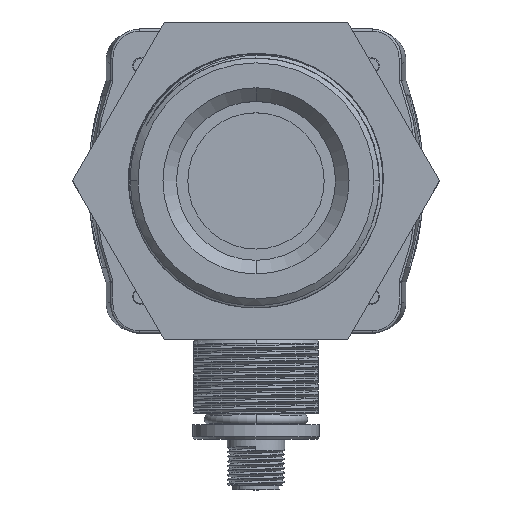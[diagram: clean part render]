
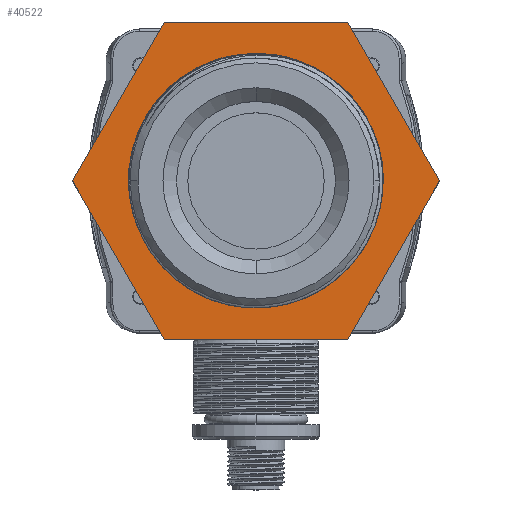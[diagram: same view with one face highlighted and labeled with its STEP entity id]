
A CAD part, top view. The second image highlights one B-rep face of the part: STEP entity #40522.
In plain terms, the highlighted planar face has unit normal (0, 0, 1).
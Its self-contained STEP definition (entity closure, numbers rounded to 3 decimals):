
#38935=DIRECTION('',(-0.5,-0.866,0.));
#38936=VECTOR('',#38935,40.415);
#38937=CARTESIAN_POINT('',(-20.207,35.,9.));
#38938=LINE('',#38937,#38936);
#38939=DIRECTION('',(-1.,0.,0.));
#38940=VECTOR('',#38939,40.415);
#38941=CARTESIAN_POINT('',(20.207,35.,9.));
#38942=LINE('',#38941,#38940);
#38943=DIRECTION('',(-0.5,0.866,0.));
#38944=VECTOR('',#38943,40.415);
#38945=CARTESIAN_POINT('',(40.415,0.,9.));
#38946=LINE('',#38945,#38944);
#38947=DIRECTION('',(0.5,0.866,0.));
#38948=VECTOR('',#38947,40.415);
#38949=CARTESIAN_POINT('',(20.207,-35.,9.));
#38950=LINE('',#38949,#38948);
#38951=DIRECTION('',(1.,0.,0.));
#38952=VECTOR('',#38951,40.415);
#38953=CARTESIAN_POINT('',(-20.207,-35.,9.));
#38954=LINE('',#38953,#38952);
#38955=DIRECTION('',(0.5,-0.866,0.));
#38956=VECTOR('',#38955,40.415);
#38957=CARTESIAN_POINT('',(-40.415,0.,9.));
#38958=LINE('',#38957,#38956);
#38959=CARTESIAN_POINT('',(10.065,26.244,9.));
#38960=CARTESIAN_POINT('',(11.098,25.83,9.));
#38961=CARTESIAN_POINT('',(13.104,24.886,9.));
#38962=CARTESIAN_POINT('',(15.957,23.101,9.));
#38963=CARTESIAN_POINT('',(18.563,20.997,9.));
#38964=CARTESIAN_POINT('',(20.896,18.602,9.));
#38965=CARTESIAN_POINT('',(22.934,15.939,9.));
#38966=CARTESIAN_POINT('',(24.649,13.025,9.));
#38967=CARTESIAN_POINT('',(25.997,9.925,9.));
#38968=CARTESIAN_POINT('',(26.949,6.733,9.));
#38969=CARTESIAN_POINT('',(27.513,3.45,9.));
#38970=CARTESIAN_POINT('',(27.678,0.104,9.));
#38971=CARTESIAN_POINT('',(27.438,-3.233,9.));
#38972=CARTESIAN_POINT('',(26.804,-6.484,9.));
#38973=CARTESIAN_POINT('',(25.793,-9.617,9.));
#38974=CARTESIAN_POINT('',(24.411,-12.616,9.));
#38975=CARTESIAN_POINT('',(22.684,-15.42,9.));
#38976=CARTESIAN_POINT('',(20.626,-18.005,9.));
#38977=CARTESIAN_POINT('',(19.07,-19.538,9.));
#38978=CARTESIAN_POINT('',(18.243,-20.26,9.));
#38980=CARTESIAN_POINT('',(-28.069,-1.463,9.));
#38981=CARTESIAN_POINT('',(-28.133,-0.243,9.));
#38982=CARTESIAN_POINT('',(-28.106,2.24,9.));
#38983=CARTESIAN_POINT('',(-27.524,6.159,9.));
#38984=CARTESIAN_POINT('',(-26.34,10.094,9.));
#38985=CARTESIAN_POINT('',(-24.596,13.803,9.));
#38986=CARTESIAN_POINT('',(-22.38,17.163,9.));
#38987=CARTESIAN_POINT('',(-19.7,20.182,9.));
#38988=CARTESIAN_POINT('',(-16.643,22.766,9.));
#38989=CARTESIAN_POINT('',(-13.287,24.876,9.));
#38990=CARTESIAN_POINT('',(-9.6,26.521,9.));
#38991=CARTESIAN_POINT('',(-5.705,27.62,9.));
#38992=CARTESIAN_POINT('',(-1.749,28.147,9.));
#38993=CARTESIAN_POINT('',(2.268,28.113,9.));
#38994=CARTESIAN_POINT('',(6.273,27.496,9.));
#38995=CARTESIAN_POINT('',(8.815,26.723,9.));
#38996=CARTESIAN_POINT('',(10.065,26.244,9.));
#38998=CARTESIAN_POINT('',(13.631,-23.61,9.));
#38999=CARTESIAN_POINT('',(12.497,-24.289,9.));
#39000=CARTESIAN_POINT('',(10.159,-25.464,9.));
#39001=CARTESIAN_POINT('',(6.438,-26.711,9.));
#39002=CARTESIAN_POINT('',(2.553,-27.418,9.));
#39003=CARTESIAN_POINT('',(-1.435,-27.56,9.));
#39004=CARTESIAN_POINT('',(-5.415,-27.123,9.));
#39005=CARTESIAN_POINT('',(-9.345,-26.1,9.));
#39006=CARTESIAN_POINT('',(-13.093,-24.5,9.));
#39007=CARTESIAN_POINT('',(-16.426,-22.461,9.));
#39008=CARTESIAN_POINT('',(-19.279,-20.13,9.));
#39009=CARTESIAN_POINT('',(-21.723,-17.543,9.));
#39010=CARTESIAN_POINT('',(-23.78,-14.728,9.));
#39011=CARTESIAN_POINT('',(-25.466,-11.696,9.));
#39012=CARTESIAN_POINT('',(-26.785,-8.425,9.));
#39013=CARTESIAN_POINT('',(-27.687,-4.971,9.));
#39014=CARTESIAN_POINT('',(-27.991,-2.642,9.));
#39015=CARTESIAN_POINT('',(-28.069,-1.463,9.));
#39017=CARTESIAN_POINT('',(0.,0.,9.));
#39018=DIRECTION('',(0.,0.,1.));
#39019=DIRECTION('',(0.5,-0.866,0.));
#39020=AXIS2_PLACEMENT_3D('',#39017,#39018,#39019);
#40297=CARTESIAN_POINT('',(-20.207,35.,9.));
#40298=CARTESIAN_POINT('',(-40.415,0.,9.));
#40299=VERTEX_POINT('',#40297);
#40300=VERTEX_POINT('',#40298);
#40301=CARTESIAN_POINT('',(-20.207,-35.,9.));
#40302=VERTEX_POINT('',#40301);
#40303=CARTESIAN_POINT('',(20.207,-35.,9.));
#40304=VERTEX_POINT('',#40303);
#40305=CARTESIAN_POINT('',(40.415,0.,9.));
#40306=VERTEX_POINT('',#40305);
#40307=CARTESIAN_POINT('',(20.207,35.,9.));
#40308=VERTEX_POINT('',#40307);
#40337=VERTEX_POINT('',#38959);
#40338=VERTEX_POINT('',#38978);
#40339=VERTEX_POINT('',#38980);
#40340=VERTEX_POINT('',#38998);
#40499=CARTESIAN_POINT('',(0.,0.,9.));
#40500=DIRECTION('',(0.,0.,1.));
#40501=DIRECTION('',(1.,0.,0.));
#40502=AXIS2_PLACEMENT_3D('',#40499,#40500,#40501);
#40503=PLANE('',#40502);
#40504=ORIENTED_EDGE('',*,*,#40423,.F.);
#40505=ORIENTED_EDGE('',*,*,#40438,.F.);
#40506=ORIENTED_EDGE('',*,*,#40452,.F.);
#40507=ORIENTED_EDGE('',*,*,#40466,.F.);
#40508=ORIENTED_EDGE('',*,*,#40480,.F.);
#40509=ORIENTED_EDGE('',*,*,#40493,.F.);
#40510=EDGE_LOOP('',(#40504,#40505,#40506,#40507,#40508,#40509));
#40511=FACE_OUTER_BOUND('',#40510,.F.);
#40513=ORIENTED_EDGE('',*,*,#40512,.F.);
#40515=ORIENTED_EDGE('',*,*,#40514,.F.);
#40517=ORIENTED_EDGE('',*,*,#40516,.F.);
#40519=ORIENTED_EDGE('',*,*,#40518,.T.);
#40520=EDGE_LOOP('',(#40513,#40515,#40517,#40519));
#40521=FACE_BOUND('',#40520,.F.);
#40522=ADVANCED_FACE('',(#40511,#40521),#40503,.T.);
#38979=B_SPLINE_CURVE_WITH_KNOTS('',3,(#38959,#38960,#38961,#38962,#38963,
#38964,#38965,#38966,#38967,#38968,#38969,#38970,#38971,#38972,#38973,#38974,
#38975,#38976,#38977,#38978),.UNSPECIFIED.,.F.,.F.,(4,1,1,1,1,1,1,1,1,1,1,1,1,1,
1,1,1,4),(0.,0.059,0.118,0.176,
0.235,0.294,0.353,0.412,
0.471,0.529,0.588,0.647,
0.706,0.765,0.824,0.882,
0.941,1.),.UNSPECIFIED.);
#38997=B_SPLINE_CURVE_WITH_KNOTS('',3,(#38980,#38981,#38982,#38983,#38984,
#38985,#38986,#38987,#38988,#38989,#38990,#38991,#38992,#38993,#38994,#38995,
#38996),.UNSPECIFIED.,.F.,.F.,(4,1,1,1,1,1,1,1,1,1,1,1,1,1,4),(0.,
0.071,0.143,0.214,0.286,
0.357,0.429,0.5,0.571,0.643,
0.714,0.786,0.857,0.929,1.),
.UNSPECIFIED.);
#39016=B_SPLINE_CURVE_WITH_KNOTS('',3,(#38998,#38999,#39000,#39001,#39002,
#39003,#39004,#39005,#39006,#39007,#39008,#39009,#39010,#39011,#39012,#39013,
#39014,#39015),.UNSPECIFIED.,.F.,.F.,(4,1,1,1,1,1,1,1,1,1,1,1,1,1,1,4),(0.,
0.067,0.133,0.2,0.267,0.333,
0.4,0.467,0.533,0.6,0.667,
0.733,0.8,0.867,0.933,1.),
.UNSPECIFIED.);
#39021=CIRCLE('',#39020,27.263);
#40423=EDGE_CURVE('',#40299,#40300,#38938,.T.);
#40438=EDGE_CURVE('',#40308,#40299,#38942,.T.);
#40452=EDGE_CURVE('',#40306,#40308,#38946,.T.);
#40466=EDGE_CURVE('',#40304,#40306,#38950,.T.);
#40480=EDGE_CURVE('',#40302,#40304,#38954,.T.);
#40493=EDGE_CURVE('',#40300,#40302,#38958,.T.);
#40512=EDGE_CURVE('',#40337,#40338,#38979,.T.);
#40514=EDGE_CURVE('',#40339,#40337,#38997,.T.);
#40516=EDGE_CURVE('',#40340,#40339,#39016,.T.);
#40518=EDGE_CURVE('',#40340,#40338,#39021,.T.);
